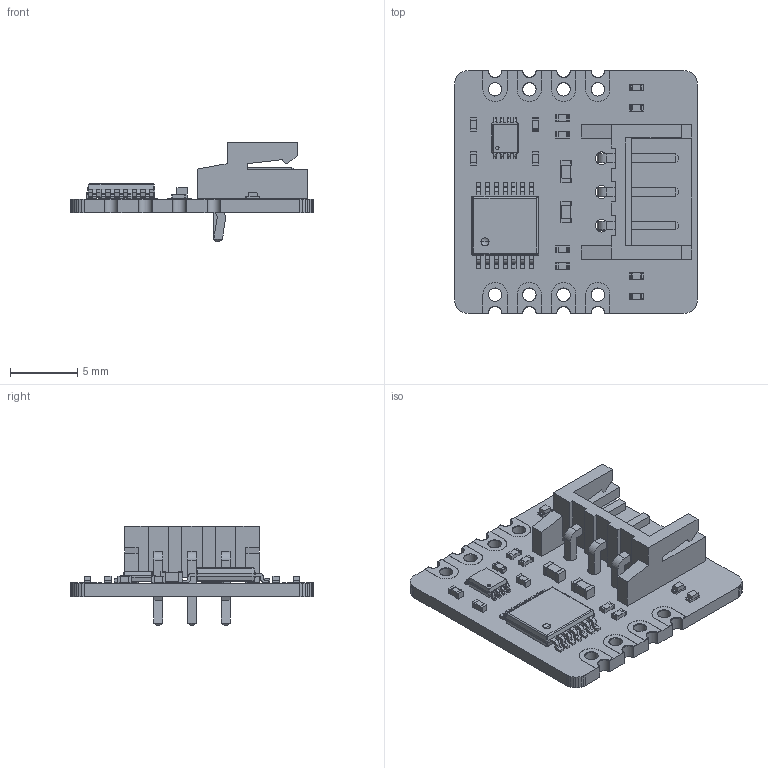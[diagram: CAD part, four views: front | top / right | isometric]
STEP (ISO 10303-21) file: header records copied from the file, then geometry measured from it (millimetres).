
FILE_DESCRIPTION(('KiCad electronic assembly'),'2;1');
FILE_NAME('Dynamixel Interface Pro.step','2023-05-20T15:21:11',('Pcbnew' ),('Kicad'),'Open CASCADE STEP processor 7.6', 'KiCad to STEP converter','Unknown');
FILE_SCHEMA(('AUTOMOTIVE_DESIGN { 1 0 10303 214 1 1 1 1 }'));
Length unit declared in the file: millimetre
Products named in the file (25): Dynamixel Interface Pro 1; castellatedPins_8; SOLID; C_0402_1005Metric; R_0402_1005Metric; JST_EH_S3B-EH_1x03_P2.50mm_Horizontal; C_0603_1608Metric; LED_0402_1005Metric; VSSOP-8_2.3x2mm_P0.5mm; TSSOP14; COMPOUND; PCB
Assembly tree (34 placements, depth 3):
  Dynamixel Interface Pro 1
    castellatedPins_8
      SOLID
      SOLID
      SOLID
      SOLID
      SOLID
      SOLID
      SOLID
      SOLID
    C_0402_1005Metric  x3
      SOLID
    R_0402_1005Metric  x5
      SOLID
    JST_EH_S3B-EH_1x03_P2.50mm_Horizontal
      SOLID
    C_0603_1608Metric  x2
      SOLID
    LED_0402_1005Metric  x4
      SOLID
    VSSOP-8_2.3x2mm_P0.5mm
      SOLID
    TSSOP14
      COMPOUND
    PCB
Bounding box: 18 x 18 x 7.4 mm (x, y, z)
Volume: 450.8 mm3; surface area: 1303.8 mm2
Topology: 33 solids, 33 shells, 1129 faces, 2938 edges, 1889 vertices
Faces by surface type: plane 747, cylinder 260, bspline 112, cone 8, sphere 2
Full cylindrical faces by diameter (mm): 0.25 x1, 0.95 x3, 1 x8
Entity records: 59961 total; most frequent: CARTESIAN_POINT 13980, DIRECTION 7264, LINE 5049, VECTOR 5049, ORIENTED_EDGE 4086, PCURVE 4086, DEFINITIONAL_REPRESENTATION 4086, EDGE_CURVE 2043
